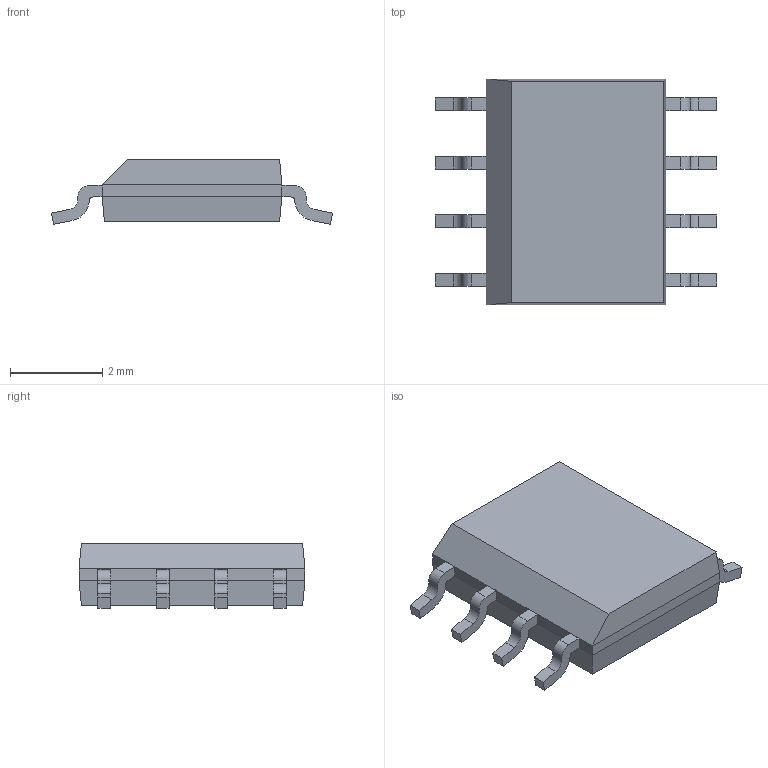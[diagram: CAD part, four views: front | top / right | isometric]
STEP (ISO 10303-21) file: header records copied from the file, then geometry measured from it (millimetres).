
FILE_DESCRIPTION(/* description */ (''),/* implementation_level */ '2;1');
FILE_NAME(/* name */ 'SO8 SOT96-1.step',/* time_stamp */ '2022-07-26T11:19:05-04:00',/* author */ (''),/* organization */ (''),/* preprocessor_version */ 'ST-DEVELOPER v19',/* originating_system */ 'Autodesk Translation Framework v11.7.0.108',/* authorisation */ '');
FILE_SCHEMA (('AUTOMOTIVE_DESIGN { 1 0 10303 214 3 1 1 }'));
Length unit declared in the file: millimetre
Products named in the file (1): SO8 SOT96-1
Bounding box: 6.1 x 4.9 x 1.41 mm (x, y, z)
Volume: 25.4 mm3; surface area: 71.4 mm2
Topology: 9 solids, 9 shells, 118 faces, 292 edges, 192 vertices
Faces by surface type: plane 86, cylinder 32
Entity records: 3508 total; most frequent: CARTESIAN_POINT 603, DIRECTION 594, ORIENTED_EDGE 584, EDGE_CURVE 292, LINE 228, VECTOR 228, VERTEX_POINT 192, AXIS2_PLACEMENT_3D 183
